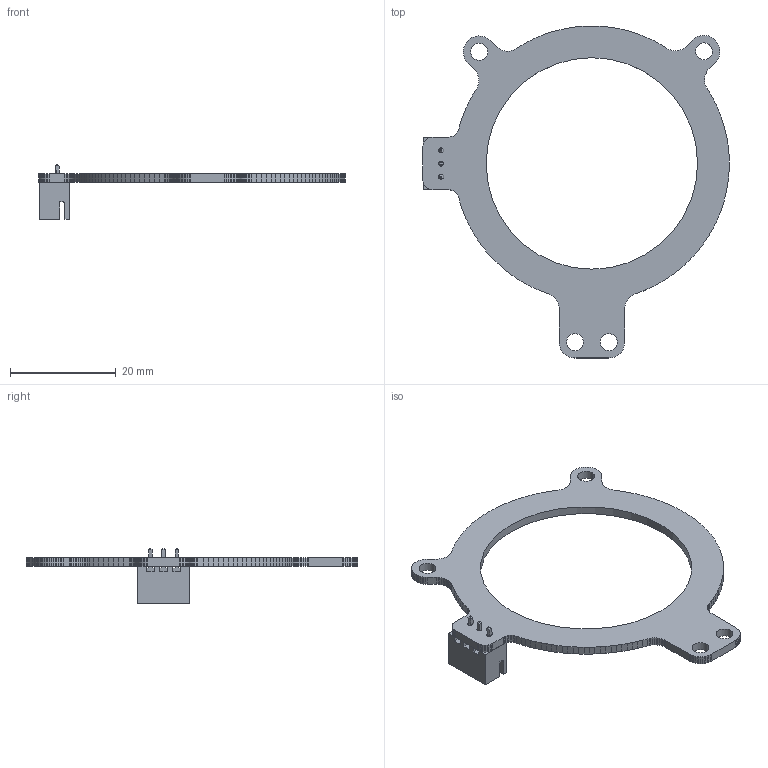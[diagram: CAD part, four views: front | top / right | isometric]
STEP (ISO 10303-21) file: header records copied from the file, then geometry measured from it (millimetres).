
FILE_DESCRIPTION(('KiCad electronic assembly'),'2;1');
FILE_NAME('NeoPixel-unit.step','2024-04-21T17:07:51',('Pcbnew'),('Kicad' ),'Open CASCADE STEP processor 7.6','KiCad to STEP converter', 'Unknown');
FILE_SCHEMA(('AUTOMOTIVE_DESIGN { 1 0 10303 214 1 1 1 1 }'));
Length unit declared in the file: millimetre
Products named in the file (4): NeoPixel-unit 1; JST_XH_B3B-XH-A_1x03_P2.50mm_Vertical; SOLID; NeoPixel-unit PCB
Assembly tree (3 placements, depth 3):
  NeoPixel-unit 1
    JST_XH_B3B-XH-A_1x03_P2.50mm_Vertical
      SOLID
    NeoPixel-unit PCB
Bounding box: 58 x 62.8 x 10.4 mm (x, y, z)
Volume: 1978.9 mm3; surface area: 3361.7 mm2
Topology: 2 solids, 2 shells, 442 faces, 1276 edges, 844 vertices
Faces by surface type: plane 427, cylinder 15
Full cylindrical faces by diameter (mm): 0.95 x3, 3.2 x3, 40 x1
Entity records: 31793 total; most frequent: CARTESIAN_POINT 5254, DIRECTION 4722, LINE 3768, VECTOR 3768, ORIENTED_EDGE 2552, PCURVE 2552, DEFINITIONAL_REPRESENTATION 2552, EDGE_CURVE 1276
